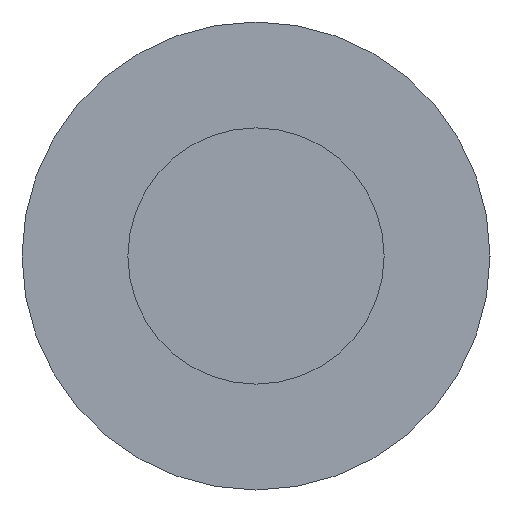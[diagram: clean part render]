
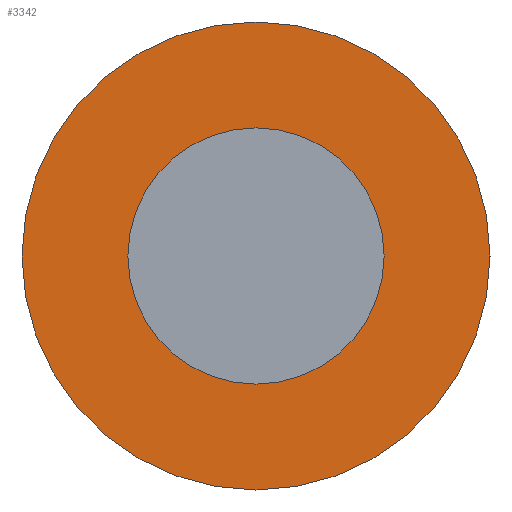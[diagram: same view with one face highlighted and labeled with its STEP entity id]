
A CAD part, left-side view. The second image highlights one B-rep face of the part: STEP entity #3342.
In plain terms, the highlighted planar face has unit normal (-1, 0, 0).
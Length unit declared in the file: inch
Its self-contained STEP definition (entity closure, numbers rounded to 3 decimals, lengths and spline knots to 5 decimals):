
#9 = DIRECTION ( 'NONE',  ( 0., 0., -1. ) ) ;
#20 = DIRECTION ( 'NONE',  ( 0., 0., 1. ) ) ;
#72 = DIRECTION ( 'NONE',  ( 0., 0., 1. ) ) ;
#89 = DIRECTION ( 'NONE',  ( -1., 0., 0. ) ) ;
#136 = VERTEX_POINT ( 'NONE', #2701 ) ;
#193 = CIRCLE ( 'NONE', #3138, 0.75 ) ;
#246 = ORIENTED_EDGE ( 'NONE', *, *, #3002, .F. ) ;
#313 = FACE_OUTER_BOUND ( 'NONE', #980, .T. ) ;
#369 = DIRECTION ( 'NONE',  ( 1., 0., 0. ) ) ;
#548 = EDGE_CURVE ( 'NONE', #136, #1115, #193, .T. ) ;
#565 = VERTEX_POINT ( 'NONE', #2259 ) ;
#656 = AXIS2_PLACEMENT_3D ( 'NONE', #1439, #89, #72 ) ;
#825 = EDGE_CURVE ( 'NONE', #565, #2871, #1046, .T. ) ;
#840 = CIRCLE ( 'NONE', #656, 0.75 ) ;
#980 = EDGE_LOOP ( 'NONE', ( #1831, #1420 ) ) ;
#1046 = CIRCLE ( 'NONE', #1133, 1.37 ) ;
#1115 = VERTEX_POINT ( 'NONE', #3503 ) ;
#1133 = AXIS2_PLACEMENT_3D ( 'NONE', #3200, #3492, #2702 ) ;
#1211 = DIRECTION ( 'NONE',  ( -1., 0., 0. ) ) ;
#1236 = CARTESIAN_POINT ( 'NONE',  ( 0., 0., 1.37 ) ) ;
#1375 = CARTESIAN_POINT ( 'NONE',  ( 0., 0., 0. ) ) ;
#1420 = ORIENTED_EDGE ( 'NONE', *, *, #825, .T. ) ;
#1439 = CARTESIAN_POINT ( 'NONE',  ( 0., 0., 0. ) ) ;
#1504 = EDGE_LOOP ( 'NONE', ( #2915, #246 ) ) ;
#1740 = PLANE ( 'NONE',  #3465 ) ;
#1831 = ORIENTED_EDGE ( 'NONE', *, *, #3449, .T. ) ;
#1910 = AXIS2_PLACEMENT_3D ( 'NONE', #3132, #1211, #3441 ) ;
#2259 = CARTESIAN_POINT ( 'NONE',  ( 0., 0., -1.37 ) ) ;
#2497 = DIRECTION ( 'NONE',  ( -1., 0., 0. ) ) ;
#2701 = CARTESIAN_POINT ( 'NONE',  ( 0., 0., 0.75 ) ) ;
#2702 = DIRECTION ( 'NONE',  ( 0., 0., 1. ) ) ;
#2850 = CARTESIAN_POINT ( 'NONE',  ( 0., 0.75, 0. ) ) ;
#2871 = VERTEX_POINT ( 'NONE', #1236 ) ;
#2915 = ORIENTED_EDGE ( 'NONE', *, *, #548, .F. ) ;
#3002 = EDGE_CURVE ( 'NONE', #1115, #136, #840, .T. ) ;
#3117 = FACE_BOUND ( 'NONE', #1504, .T. ) ;
#3132 = CARTESIAN_POINT ( 'NONE',  ( 0., 0., 0. ) ) ;
#3138 = AXIS2_PLACEMENT_3D ( 'NONE', #1375, #2497, #20 ) ;
#3200 = CARTESIAN_POINT ( 'NONE',  ( 0., 0., 0. ) ) ;
#3236 = CIRCLE ( 'NONE', #1910, 1.37 ) ;
#3342 = ADVANCED_FACE ( 'NONE', ( #3117, #313 ), #1740, .F. ) ;
#3441 = DIRECTION ( 'NONE',  ( 0., 0., 1. ) ) ;
#3449 = EDGE_CURVE ( 'NONE', #2871, #565, #3236, .T. ) ;
#3465 = AXIS2_PLACEMENT_3D ( 'NONE', #2850, #369, #9 ) ;
#3492 = DIRECTION ( 'NONE',  ( -1., 0., 0. ) ) ;
#3503 = CARTESIAN_POINT ( 'NONE',  ( 0., 0., -0.75 ) ) ;
